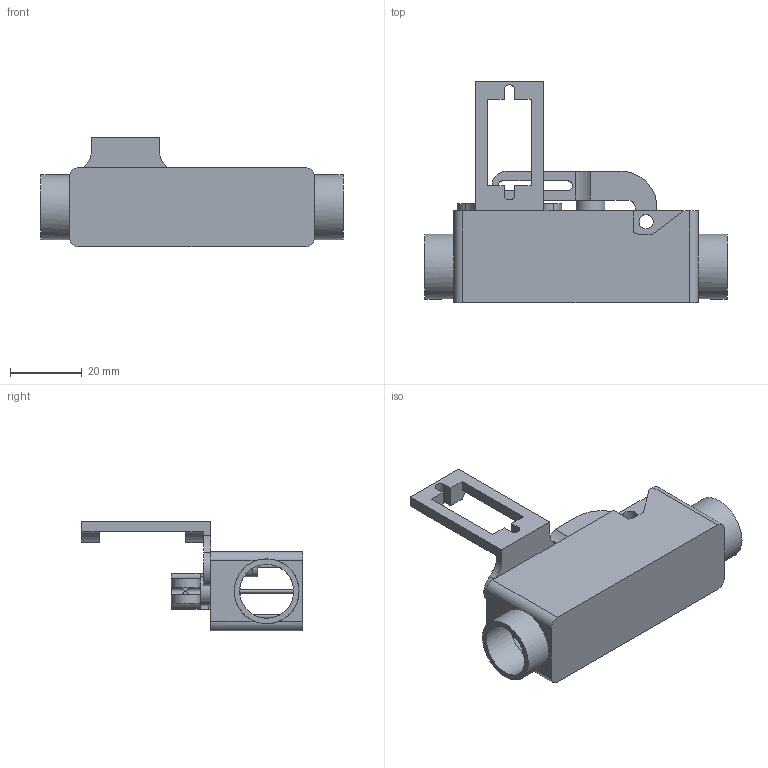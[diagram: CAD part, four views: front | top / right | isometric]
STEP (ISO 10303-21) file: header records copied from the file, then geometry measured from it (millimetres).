
FILE_DESCRIPTION(/* description */ (''),/* implementation_level */ '2;1');
FILE_NAME(/* name */ '(Unsaved).step',/* time_stamp */ '2020-03-27T17:45:38+01:00',/* author */ (''),/* organization */ (''),/* preprocessor_version */ 'ST-DEVELOPER v18',/* originating_system */ 'Autodesk Translation Framework v8.12.0.6',/* authorisation */ '');
FILE_SCHEMA (('AUTOMOTIVE_DESIGN { 1 0 10303 214 3 1 1 }'));
Length unit declared in the file: millimetre
Products named in the file (4): (Unsaved); Core; Shutter; Motor Fit
Assembly tree (3 placements, depth 2):
  (Unsaved)
    Core
    Shutter
    Motor Fit
Bounding box: 84 x 61.5 x 30.5 mm (x, y, z)
Volume: 18695.6 mm3; surface area: 20578.7 mm2
Topology: 5 solids, 5 shells, 170 faces, 487 edges, 320 vertices
Faces by surface type: plane 96, cylinder 59, cone 15
Full cylindrical faces by diameter (mm): 1 x12, 3 x4, 4 x3, 8 x1, 15 x2, 18 x2
Entity records: 5903 total; most frequent: CARTESIAN_POINT 1170, ORIENTED_EDGE 976, DIRECTION 967, EDGE_CURVE 488, AXIS2_PLACEMENT_3D 337, VERTEX_POINT 320, LINE 293, VECTOR 293
